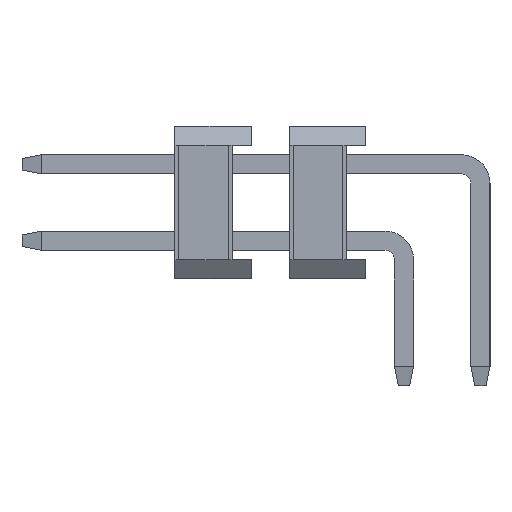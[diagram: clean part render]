
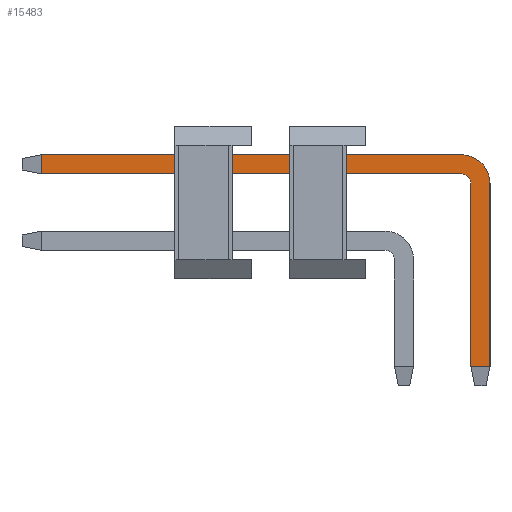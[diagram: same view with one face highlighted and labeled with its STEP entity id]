
A CAD part, left-side view. The second image highlights one B-rep face of the part: STEP entity #15483.
In plain terms, the highlighted planar face has unit normal (-1, 0, 0).
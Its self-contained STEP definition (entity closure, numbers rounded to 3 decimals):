
#15237=CARTESIAN_POINT('',(19.75,8.5,0.75));
#15238=VERTEX_POINT('',#15237);
#15261=CARTESIAN_POINT('',(19.75,8.5,1.25));
#15262=VERTEX_POINT('',#15261);
#15263=CARTESIAN_POINT('',(19.75,8.5,0.75));
#15264=DIRECTION('',(0.,0.,1.));
#15265=VECTOR('',#15264,0.5);
#15266=LINE('',#15263,#15265);
#15267=EDGE_CURVE('',#15238,#15262,#15266,.T.);
#15308=CARTESIAN_POINT('',(19.75,-2.5,1.25));
#15309=VERTEX_POINT('',#15308);
#15310=CARTESIAN_POINT('',(19.75,8.5,1.25));
#15311=DIRECTION('',(0.,-1.,0.));
#15312=VECTOR('',#15311,11.);
#15313=LINE('',#15310,#15312);
#15314=EDGE_CURVE('',#15262,#15309,#15313,.T.);
#15415=CARTESIAN_POINT('',(19.75,-2.5,0.75));
#15416=VERTEX_POINT('',#15415);
#15423=CARTESIAN_POINT('',(19.75,-2.5,0.75));
#15424=DIRECTION('',(0.,1.,0.));
#15425=VECTOR('',#15424,11.);
#15426=LINE('',#15423,#15425);
#15427=EDGE_CURVE('',#15416,#15238,#15426,.T.);
#15433=CARTESIAN_POINT('',(19.75,9.,1.25));
#15434=DIRECTION('',(0.,0.,-1.));
#15435=DIRECTION('',(-1.,-0.,-0.));
#15436=AXIS2_PLACEMENT_3D('',#15433,#15435,#15434);
#15437=PLANE('',#15436);
#15438=ORIENTED_EDGE('',*,*,#15427,.F.);
#15439=CARTESIAN_POINT('',(19.75,-2.75,0.5));
#15440=VERTEX_POINT('',#15439);
#15441=CARTESIAN_POINT('',(19.75,-2.5,0.5));
#15442=DIRECTION('',(0.,0.,1.));
#15443=DIRECTION('',(1.,0.,0.));
#15444=AXIS2_PLACEMENT_3D('',#15441,#15443,#15442);
#15445=CIRCLE('',#15444,0.25);
#15446=EDGE_CURVE('',#15416,#15440,#15445,.T.);
#15447=ORIENTED_EDGE('',*,*,#15446,.T.);
#15448=CARTESIAN_POINT('',(19.75,-2.75,-4.3));
#15449=VERTEX_POINT('',#15448);
#15450=CARTESIAN_POINT('',(19.75,-2.75,0.5));
#15451=DIRECTION('',(0.,0.,-1.));
#15452=VECTOR('',#15451,4.8);
#15453=LINE('',#15450,#15452);
#15454=EDGE_CURVE('',#15440,#15449,#15453,.T.);
#15455=ORIENTED_EDGE('',*,*,#15454,.T.);
#15456=CARTESIAN_POINT('',(19.75,-3.25,-4.3));
#15457=VERTEX_POINT('',#15456);
#15458=CARTESIAN_POINT('',(19.75,-2.75,-4.3));
#15459=DIRECTION('',(0.,-1.,0.));
#15460=VECTOR('',#15459,0.5);
#15461=LINE('',#15458,#15460);
#15462=EDGE_CURVE('',#15449,#15457,#15461,.T.);
#15463=ORIENTED_EDGE('',*,*,#15462,.T.);
#15464=CARTESIAN_POINT('',(19.75,-3.25,0.5));
#15465=VERTEX_POINT('',#15464);
#15466=CARTESIAN_POINT('',(19.75,-3.25,-4.3));
#15467=DIRECTION('',(0.,0.,1.));
#15468=VECTOR('',#15467,4.8);
#15469=LINE('',#15466,#15468);
#15470=EDGE_CURVE('',#15457,#15465,#15469,.T.);
#15471=ORIENTED_EDGE('',*,*,#15470,.T.);
#15472=CARTESIAN_POINT('',(19.75,-2.5,0.5));
#15473=DIRECTION('',(0.,-1.,0.));
#15474=DIRECTION('',(-1.,0.,0.));
#15475=AXIS2_PLACEMENT_3D('',#15472,#15474,#15473);
#15476=CIRCLE('',#15475,0.75);
#15477=EDGE_CURVE('',#15465,#15309,#15476,.T.);
#15478=ORIENTED_EDGE('',*,*,#15477,.T.);
#15479=ORIENTED_EDGE('',*,*,#15314,.F.);
#15480=ORIENTED_EDGE('',*,*,#15267,.F.);
#15481=EDGE_LOOP('',(#15438,#15447,#15455,#15463,#15471,#15478,#15479,#15480));
#15482=FACE_OUTER_BOUND('',#15481,.T.);
#15483=ADVANCED_FACE('',(#15482),#15437,.T.);
